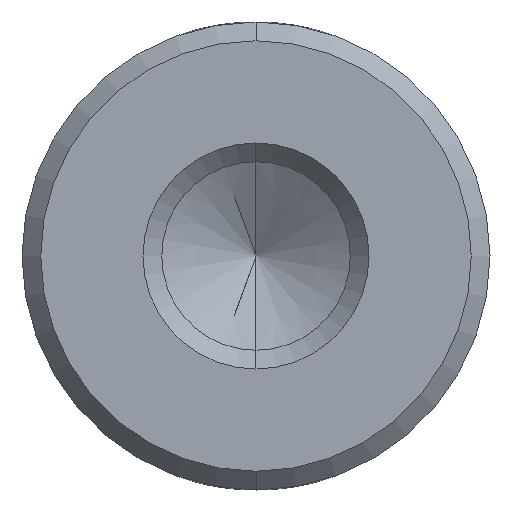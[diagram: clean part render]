
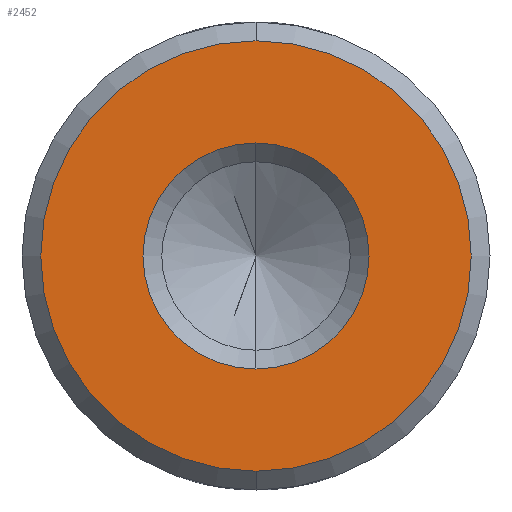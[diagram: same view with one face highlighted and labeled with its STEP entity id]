
A CAD part, front view. The second image highlights one B-rep face of the part: STEP entity #2452.
In plain terms, the highlighted planar face has unit normal (0, -1, 0).
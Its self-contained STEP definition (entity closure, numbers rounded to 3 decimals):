
#21 = DIRECTION ( 'NONE',  ( 0., 1., 0. ) ) ;
#45 = CIRCLE ( 'NONE', #139, 3.061 ) ;
#81 = CIRCLE ( 'NONE', #620, 3.061 ) ;
#125 = CARTESIAN_POINT ( 'NONE',  ( 0., 0., -5.829 ) ) ;
#139 = AXIS2_PLACEMENT_3D ( 'NONE', #381, #1842, #597 ) ;
#381 = CARTESIAN_POINT ( 'NONE',  ( 0., 0., 0. ) ) ;
#406 = ORIENTED_EDGE ( 'NONE', *, *, #2501, .F. ) ;
#451 = AXIS2_PLACEMENT_3D ( 'NONE', #994, #2455, #1209 ) ;
#460 = VERTEX_POINT ( 'NONE', #1749 ) ;
#506 = CIRCLE ( 'NONE', #1146, 5.829 ) ;
#597 = DIRECTION ( 'NONE',  ( 0., 0., 1. ) ) ;
#620 = AXIS2_PLACEMENT_3D ( 'NONE', #927, #2391, #1137 ) ;
#810 = EDGE_CURVE ( 'NONE', #1811, #460, #81, .T. ) ;
#906 = EDGE_LOOP ( 'NONE', ( #2223, #406 ) ) ;
#927 = CARTESIAN_POINT ( 'NONE',  ( 0., 0., 0. ) ) ;
#956 = CARTESIAN_POINT ( 'NONE',  ( 0., 0., 0. ) ) ;
#994 = CARTESIAN_POINT ( 'NONE',  ( 5.829, 0., 0. ) ) ;
#1003 = CIRCLE ( 'NONE', #2108, 5.829 ) ;
#1057 = FACE_OUTER_BOUND ( 'NONE', #906, .T. ) ;
#1078 = EDGE_CURVE ( 'NONE', #2747, #2586, #1003, .T. ) ;
#1137 = DIRECTION ( 'NONE',  ( 0., 0., 1. ) ) ;
#1146 = AXIS2_PLACEMENT_3D ( 'NONE', #956, #2421, #1177 ) ;
#1177 = DIRECTION ( 'NONE',  ( 0., 0., 1. ) ) ;
#1185 = ORIENTED_EDGE ( 'NONE', *, *, #810, .T. ) ;
#1209 = DIRECTION ( 'NONE',  ( 0., 0., 1. ) ) ;
#1242 = EDGE_CURVE ( 'NONE', #460, #1811, #45, .T. ) ;
#1309 = CARTESIAN_POINT ( 'NONE',  ( 0., 0., 0. ) ) ;
#1496 = CARTESIAN_POINT ( 'NONE',  ( 0., 0., 5.829 ) ) ;
#1516 = DIRECTION ( 'NONE',  ( 0., 0., 1. ) ) ;
#1610 = FACE_BOUND ( 'NONE', #2512, .T. ) ;
#1693 = ORIENTED_EDGE ( 'NONE', *, *, #1242, .T. ) ;
#1749 = CARTESIAN_POINT ( 'NONE',  ( 0., 0., 3.061 ) ) ;
#1811 = VERTEX_POINT ( 'NONE', #2239 ) ;
#1842 = DIRECTION ( 'NONE',  ( 0., 1., 0. ) ) ;
#2019 = PLANE ( 'NONE',  #451 ) ;
#2108 = AXIS2_PLACEMENT_3D ( 'NONE', #1309, #21, #1516 ) ;
#2223 = ORIENTED_EDGE ( 'NONE', *, *, #1078, .F. ) ;
#2239 = CARTESIAN_POINT ( 'NONE',  ( 0., 0., -3.061 ) ) ;
#2391 = DIRECTION ( 'NONE',  ( 0., 1., 0. ) ) ;
#2421 = DIRECTION ( 'NONE',  ( 0., 1., 0. ) ) ;
#2452 = ADVANCED_FACE ( 'NONE', ( #1610, #1057 ), #2019, .F. ) ;
#2455 = DIRECTION ( 'NONE',  ( 0., 1., 0. ) ) ;
#2501 = EDGE_CURVE ( 'NONE', #2586, #2747, #506, .T. ) ;
#2512 = EDGE_LOOP ( 'NONE', ( #1185, #1693 ) ) ;
#2586 = VERTEX_POINT ( 'NONE', #125 ) ;
#2747 = VERTEX_POINT ( 'NONE', #1496 ) ;
